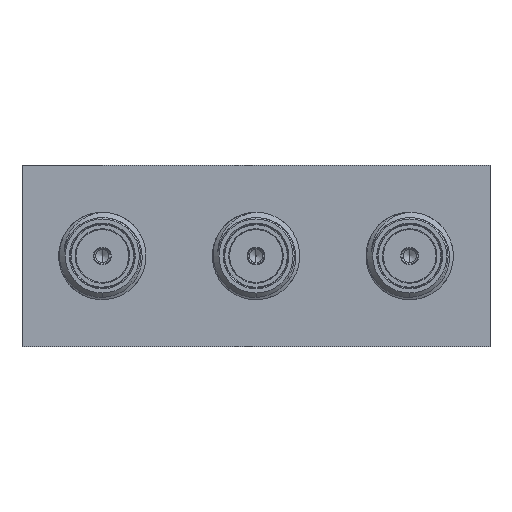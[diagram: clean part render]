
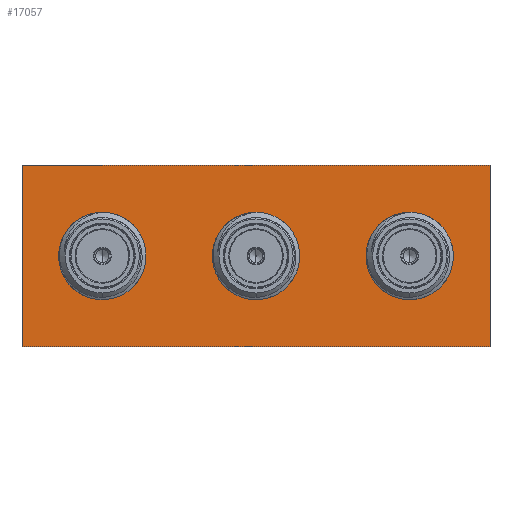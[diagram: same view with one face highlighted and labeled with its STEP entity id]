
A CAD part, front view. The second image highlights one B-rep face of the part: STEP entity #17057.
In plain terms, the highlighted planar face has unit normal (0, -1, 0).
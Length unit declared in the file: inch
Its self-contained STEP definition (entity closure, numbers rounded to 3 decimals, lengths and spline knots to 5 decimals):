
#1632 = CARTESIAN_POINT ( 'NONE',  ( -0.67, 0., -0.26 ) ) ;
#2110 = CARTESIAN_POINT ( 'NONE',  ( 0.67, 0., 0.26 ) ) ;
#3008 = DIRECTION ( 'NONE',  ( 0., 0., -1. ) ) ;
#3250 = EDGE_LOOP ( 'NONE', ( #31382, #43479 ) ) ;
#4588 = CIRCLE ( 'NONE', #35388, 0.1105 ) ;
#4726 = CIRCLE ( 'NONE', #13712, 0.1105 ) ;
#4876 = DIRECTION ( 'NONE',  ( 0., 0., -1. ) ) ;
#5123 = ORIENTED_EDGE ( 'NONE', *, *, #27948, .F. ) ;
#5604 = CARTESIAN_POINT ( 'NONE',  ( 0., 0., 0.1105 ) ) ;
#5993 = EDGE_CURVE ( 'NONE', #30847, #43559, #12451, .T. ) ;
#6453 = EDGE_CURVE ( 'NONE', #12833, #26599, #4588, .T. ) ;
#7074 = VECTOR ( 'NONE', #15390, 39.37008 ) ;
#8240 = CARTESIAN_POINT ( 'NONE',  ( -0.44, 0., 0. ) ) ;
#8980 = LINE ( 'NONE', #20091, #7074 ) ;
#9254 = VERTEX_POINT ( 'NONE', #9641 ) ;
#9451 = CIRCLE ( 'NONE', #10230, 0.1105 ) ;
#9641 = CARTESIAN_POINT ( 'NONE',  ( -0.44, 0., 0.1105 ) ) ;
#10230 = AXIS2_PLACEMENT_3D ( 'NONE', #29328, #25791, #40177 ) ;
#11236 = PLANE ( 'NONE',  #27476 ) ;
#12013 = DIRECTION ( 'NONE',  ( 0., 0., -1. ) ) ;
#12451 = CIRCLE ( 'NONE', #15462, 0.1105 ) ;
#12506 = EDGE_CURVE ( 'NONE', #14784, #23403, #23130, .T. ) ;
#12833 = VERTEX_POINT ( 'NONE', #24517 ) ;
#12999 = CARTESIAN_POINT ( 'NONE',  ( 0.44, 0., -0.1105 ) ) ;
#13014 = LINE ( 'NONE', #27376, #37419 ) ;
#13292 = CARTESIAN_POINT ( 'NONE',  ( 0., 0., 0.26 ) ) ;
#13521 = LINE ( 'NONE', #13292, #33373 ) ;
#13712 = AXIS2_PLACEMENT_3D ( 'NONE', #27707, #17133, #3008 ) ;
#14084 = DIRECTION ( 'NONE',  ( 0., 0., 1. ) ) ;
#14305 = FACE_OUTER_BOUND ( 'NONE', #18567, .T. ) ;
#14529 = DIRECTION ( 'NONE',  ( 0., 1., 0. ) ) ;
#14541 = ORIENTED_EDGE ( 'NONE', *, *, #15579, .F. ) ;
#14784 = VERTEX_POINT ( 'NONE', #21051 ) ;
#14888 = DIRECTION ( 'NONE',  ( 0., 0., -1. ) ) ;
#15390 = DIRECTION ( 'NONE',  ( 0., 0., -1. ) ) ;
#15462 = AXIS2_PLACEMENT_3D ( 'NONE', #33015, #18186, #14888 ) ;
#15579 = EDGE_CURVE ( 'NONE', #39586, #9254, #25985, .T. ) ;
#16145 = EDGE_LOOP ( 'NONE', ( #45301, #37756 ) ) ;
#17057 = ADVANCED_FACE ( 'NONE', ( #14305, #39973, #28650, #17861 ), #11236, .F. ) ;
#17133 = DIRECTION ( 'NONE',  ( 0., -1., 0. ) ) ;
#17861 = FACE_BOUND ( 'NONE', #31642, .T. ) ;
#18186 = DIRECTION ( 'NONE',  ( 0., -1., 0. ) ) ;
#18450 = VECTOR ( 'NONE', #29952, 39.37008 ) ;
#18567 = EDGE_LOOP ( 'NONE', ( #30915, #46237, #33703, #37366 ) ) ;
#20091 = CARTESIAN_POINT ( 'NONE',  ( 0.67, 0., 0. ) ) ;
#20568 = DIRECTION ( 'NONE',  ( 0., 0., 1. ) ) ;
#20709 = VERTEX_POINT ( 'NONE', #2110 ) ;
#21051 = CARTESIAN_POINT ( 'NONE',  ( 0.67, 0., -0.26 ) ) ;
#21062 = DIRECTION ( 'NONE',  ( 1., 0., 0. ) ) ;
#22766 = DIRECTION ( 'NONE',  ( 0., -1., 0. ) ) ;
#23130 = LINE ( 'NONE', #33502, #18450 ) ;
#23403 = VERTEX_POINT ( 'NONE', #1632 ) ;
#24517 = CARTESIAN_POINT ( 'NONE',  ( 0., 0., -0.1105 ) ) ;
#25463 = DIRECTION ( 'NONE',  ( 0., 0., -1. ) ) ;
#25791 = DIRECTION ( 'NONE',  ( 0., -1., 0. ) ) ;
#25981 = CARTESIAN_POINT ( 'NONE',  ( 0.44, 0., 0.1105 ) ) ;
#25985 = CIRCLE ( 'NONE', #29748, 0.1105 ) ;
#26599 = VERTEX_POINT ( 'NONE', #5604 ) ;
#27376 = CARTESIAN_POINT ( 'NONE',  ( -0.67, 0., 0. ) ) ;
#27476 = AXIS2_PLACEMENT_3D ( 'NONE', #39063, #14529, #14084 ) ;
#27707 = CARTESIAN_POINT ( 'NONE',  ( 0., 0., 0. ) ) ;
#27948 = EDGE_CURVE ( 'NONE', #9254, #39586, #32596, .T. ) ;
#28650 = FACE_BOUND ( 'NONE', #3250, .T. ) ;
#29328 = CARTESIAN_POINT ( 'NONE',  ( 0.44, 0., 0. ) ) ;
#29748 = AXIS2_PLACEMENT_3D ( 'NONE', #35823, #46439, #25463 ) ;
#29952 = DIRECTION ( 'NONE',  ( -1., 0., 0. ) ) ;
#30481 = EDGE_CURVE ( 'NONE', #43559, #30847, #9451, .T. ) ;
#30847 = VERTEX_POINT ( 'NONE', #12999 ) ;
#30915 = ORIENTED_EDGE ( 'NONE', *, *, #12506, .F. ) ;
#31230 = VERTEX_POINT ( 'NONE', #32255 ) ;
#31382 = ORIENTED_EDGE ( 'NONE', *, *, #6453, .F. ) ;
#31642 = EDGE_LOOP ( 'NONE', ( #14541, #5123 ) ) ;
#32255 = CARTESIAN_POINT ( 'NONE',  ( -0.67, 0., 0.26 ) ) ;
#32381 = EDGE_CURVE ( 'NONE', #23403, #31230, #13014, .T. ) ;
#32596 = CIRCLE ( 'NONE', #40102, 0.1105 ) ;
#33015 = CARTESIAN_POINT ( 'NONE',  ( 0.44, 0., 0. ) ) ;
#33373 = VECTOR ( 'NONE', #21062, 39.37008 ) ;
#33502 = CARTESIAN_POINT ( 'NONE',  ( 0., 0., -0.26 ) ) ;
#33703 = ORIENTED_EDGE ( 'NONE', *, *, #42263, .F. ) ;
#35388 = AXIS2_PLACEMENT_3D ( 'NONE', #45143, #22766, #4876 ) ;
#35823 = CARTESIAN_POINT ( 'NONE',  ( -0.44, 0., 0. ) ) ;
#36376 = EDGE_CURVE ( 'NONE', #26599, #12833, #4726, .T. ) ;
#36760 = DIRECTION ( 'NONE',  ( 0., -1., 0. ) ) ;
#37366 = ORIENTED_EDGE ( 'NONE', *, *, #32381, .F. ) ;
#37419 = VECTOR ( 'NONE', #20568, 39.37008 ) ;
#37756 = ORIENTED_EDGE ( 'NONE', *, *, #30481, .F. ) ;
#38370 = CARTESIAN_POINT ( 'NONE',  ( -0.44, 0., -0.1105 ) ) ;
#38486 = EDGE_CURVE ( 'NONE', #20709, #14784, #8980, .T. ) ;
#39063 = CARTESIAN_POINT ( 'NONE',  ( 0., 0., 0. ) ) ;
#39586 = VERTEX_POINT ( 'NONE', #38370 ) ;
#39973 = FACE_BOUND ( 'NONE', #16145, .T. ) ;
#40102 = AXIS2_PLACEMENT_3D ( 'NONE', #8240, #36760, #12013 ) ;
#40177 = DIRECTION ( 'NONE',  ( 0., 0., -1. ) ) ;
#42263 = EDGE_CURVE ( 'NONE', #31230, #20709, #13521, .T. ) ;
#43479 = ORIENTED_EDGE ( 'NONE', *, *, #36376, .F. ) ;
#43559 = VERTEX_POINT ( 'NONE', #25981 ) ;
#45143 = CARTESIAN_POINT ( 'NONE',  ( 0., 0., 0. ) ) ;
#45301 = ORIENTED_EDGE ( 'NONE', *, *, #5993, .F. ) ;
#46237 = ORIENTED_EDGE ( 'NONE', *, *, #38486, .F. ) ;
#46439 = DIRECTION ( 'NONE',  ( 0., -1., 0. ) ) ;
